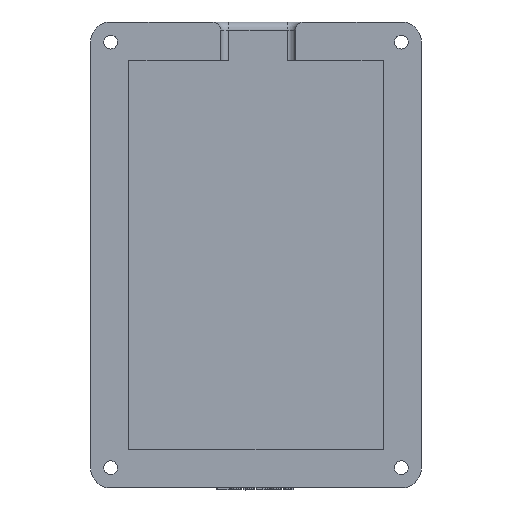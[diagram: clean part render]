
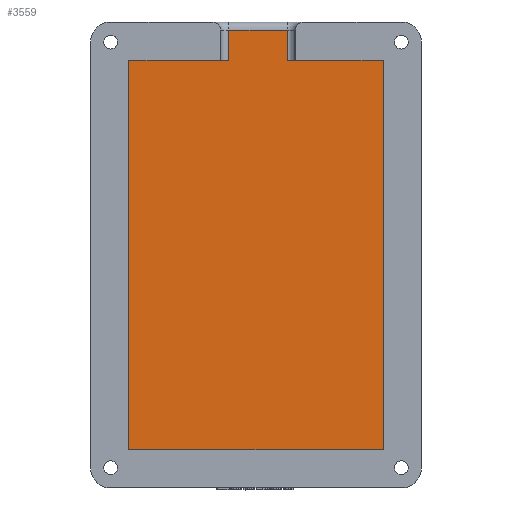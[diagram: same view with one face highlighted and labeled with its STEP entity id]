
A CAD part, top view. The second image highlights one B-rep face of the part: STEP entity #3559.
In plain terms, the highlighted planar face has unit normal (0, 0, 1).
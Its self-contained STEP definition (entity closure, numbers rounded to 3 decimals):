
#607=FACE_OUTER_BOUND('',#816,.T.);
#816=EDGE_LOOP('',(#3218,#3219,#3220,#3221,#3222,#3223,#3224,#3225));
#1087=LINE('',#7109,#1356);
#1089=LINE('',#7114,#1358);
#1091=LINE('',#7118,#1360);
#1093=LINE('',#7122,#1362);
#1094=LINE('',#7126,#1363);
#1096=LINE('',#7138,#1365);
#1097=LINE('',#7143,#1366);
#1098=LINE('',#7145,#1367);
#1356=VECTOR('',#4078,10.);
#1358=VECTOR('',#4084,10.);
#1360=VECTOR('',#4088,10.);
#1362=VECTOR('',#4092,10.);
#1363=VECTOR('',#4097,10.);
#1365=VECTOR('',#4111,10.);
#1366=VECTOR('',#4120,10.);
#1367=VECTOR('',#4123,10.);
#1709=VERTEX_POINT('',#7106);
#1710=VERTEX_POINT('',#7108);
#1711=VERTEX_POINT('',#7112);
#1712=VERTEX_POINT('',#7116);
#1713=VERTEX_POINT('',#7120);
#1714=VERTEX_POINT('',#7124);
#1715=VERTEX_POINT('',#7128);
#1717=VERTEX_POINT('',#7134);
#2213=EDGE_CURVE('',#1709,#1710,#1087,.T.);
#2216=EDGE_CURVE('',#1711,#1709,#1089,.T.);
#2218=EDGE_CURVE('',#1712,#1711,#1091,.T.);
#2220=EDGE_CURVE('',#1713,#1712,#1093,.T.);
#2222=EDGE_CURVE('',#1714,#1713,#1094,.T.);
#2228=EDGE_CURVE('',#1715,#1717,#1096,.T.);
#2231=EDGE_CURVE('',#1717,#1714,#1097,.T.);
#2232=EDGE_CURVE('',#1710,#1715,#1098,.T.);
#3218=ORIENTED_EDGE('',*,*,#2228,.F.);
#3219=ORIENTED_EDGE('',*,*,#2232,.F.);
#3220=ORIENTED_EDGE('',*,*,#2213,.F.);
#3221=ORIENTED_EDGE('',*,*,#2216,.F.);
#3222=ORIENTED_EDGE('',*,*,#2218,.F.);
#3223=ORIENTED_EDGE('',*,*,#2220,.F.);
#3224=ORIENTED_EDGE('',*,*,#2222,.F.);
#3225=ORIENTED_EDGE('',*,*,#2231,.F.);
#3378=PLANE('',#3673);
#3559=ADVANCED_FACE('',(#607),#3378,.T.);
#3673=AXIS2_PLACEMENT_3D('',#7144,#4121,#4122);
#4078=DIRECTION('',(1.,0.,0.));
#4084=DIRECTION('',(0.,1.,0.));
#4088=DIRECTION('',(-1.,0.,0.));
#4092=DIRECTION('',(0.,-1.,0.));
#4097=DIRECTION('',(1.,0.,0.));
#4111=DIRECTION('',(1.,0.,0.));
#4120=DIRECTION('',(0.,-1.,0.));
#4121=DIRECTION('center_axis',(0.,0.,1.));
#4122=DIRECTION('ref_axis',(1.,0.,0.));
#4123=DIRECTION('',(0.,1.,0.));
#7106=CARTESIAN_POINT('',(-44.705,52.57,8.));
#7108=CARTESIAN_POINT('',(-19.98,52.57,8.));
#7109=CARTESIAN_POINT('',(-28.977,52.57,8.));
#7112=CARTESIAN_POINT('',(-44.705,-43.68,8.));
#7114=CARTESIAN_POINT('',(-44.705,-19.617,8.));
#7116=CARTESIAN_POINT('',(18.208,-43.68,8.));
#7118=CARTESIAN_POINT('',(2.479,-43.68,8.));
#7120=CARTESIAN_POINT('',(18.208,52.57,8.));
#7122=CARTESIAN_POINT('',(18.208,28.508,8.));
#7124=CARTESIAN_POINT('',(-5.48,52.57,8.));
#7126=CARTESIAN_POINT('',(-28.977,52.57,8.));
#7128=CARTESIAN_POINT('',(-19.98,60.07,8.));
#7134=CARTESIAN_POINT('',(-5.48,60.07,8.));
#7138=CARTESIAN_POINT('',(7.229,60.07,8.));
#7143=CARTESIAN_POINT('',(-5.48,33.258,8.));
#7144=CARTESIAN_POINT('Origin',(-13.249,4.445,8.));
#7145=CARTESIAN_POINT('',(-19.98,28.508,8.));
